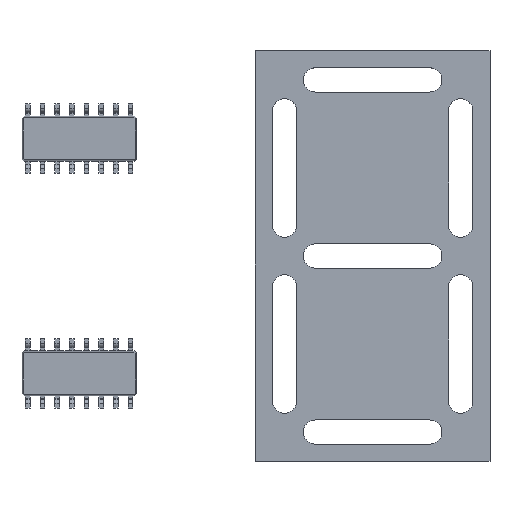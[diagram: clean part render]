
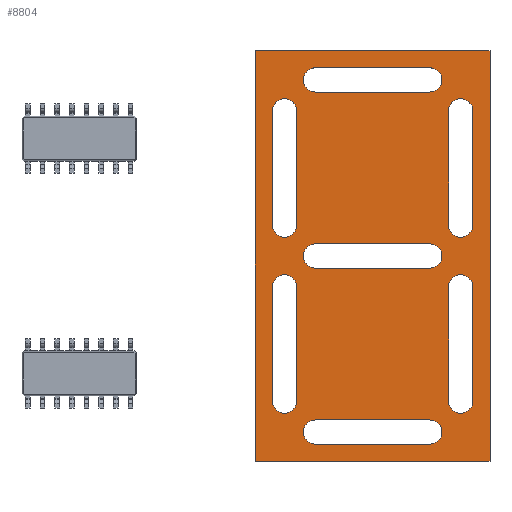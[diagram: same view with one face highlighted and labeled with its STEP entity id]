
A CAD part, top view. The second image highlights one B-rep face of the part: STEP entity #8804.
In plain terms, the highlighted planar face has unit normal (0, 0, 1).
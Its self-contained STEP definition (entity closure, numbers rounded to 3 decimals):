
#8440 = VERTEX_POINT('',#8441);
#8441 = CARTESIAN_POINT('',(10.16,-17.78,1.6));
#8447 = EDGE_CURVE('',#8440,#8448,#8450,.T.);
#8448 = VERTEX_POINT('',#8449);
#8449 = CARTESIAN_POINT('',(-10.16,-17.78,1.6));
#8450 = LINE('',#8451,#8452);
#8451 = CARTESIAN_POINT('',(10.16,-17.78,1.6));
#8452 = VECTOR('',#8453,1.);
#8453 = DIRECTION('',(-1.,0.,0.));
#8480 = VERTEX_POINT('',#8481);
#8481 = CARTESIAN_POINT('',(10.16,17.78,1.6));
#8487 = EDGE_CURVE('',#8480,#8440,#8488,.T.);
#8488 = LINE('',#8489,#8490);
#8489 = CARTESIAN_POINT('',(10.16,17.78,1.6));
#8490 = VECTOR('',#8491,1.);
#8491 = DIRECTION('',(0.,-1.,0.));
#8509 = EDGE_CURVE('',#8448,#8510,#8512,.T.);
#8510 = VERTEX_POINT('',#8511);
#8511 = CARTESIAN_POINT('',(-10.16,17.78,1.6));
#8512 = LINE('',#8513,#8514);
#8513 = CARTESIAN_POINT('',(-10.16,-17.78,1.6));
#8514 = VECTOR('',#8515,1.);
#8515 = DIRECTION('',(0.,1.,0.));
#8804 = ADVANCED_FACE('',(#8805,#8816,#8852,#8888,#8924,#8960,#8996,
    #9032),#9068,.F.);
#8805 = FACE_BOUND('',#8806,.F.);
#8806 = EDGE_LOOP('',(#8807,#8808,#8809,#8815));
#8807 = ORIENTED_EDGE('',*,*,#8447,.T.);
#8808 = ORIENTED_EDGE('',*,*,#8509,.T.);
#8809 = ORIENTED_EDGE('',*,*,#8810,.T.);
#8810 = EDGE_CURVE('',#8510,#8480,#8811,.T.);
#8811 = LINE('',#8812,#8813);
#8812 = CARTESIAN_POINT('',(-10.16,17.78,1.6));
#8813 = VECTOR('',#8814,1.);
#8814 = DIRECTION('',(1.,0.,0.));
#8815 = ORIENTED_EDGE('',*,*,#8487,.T.);
#8816 = FACE_BOUND('',#8817,.F.);
#8817 = EDGE_LOOP('',(#8818,#8829,#8837,#8846));
#8818 = ORIENTED_EDGE('',*,*,#8819,.F.);
#8819 = EDGE_CURVE('',#8820,#8822,#8824,.T.);
#8820 = VERTEX_POINT('',#8821);
#8821 = CARTESIAN_POINT('',(6.57,-2.67,1.6));
#8822 = VERTEX_POINT('',#8823);
#8823 = CARTESIAN_POINT('',(8.67,-2.67,1.6));
#8824 = CIRCLE('',#8825,1.05);
#8825 = AXIS2_PLACEMENT_3D('',#8826,#8827,#8828);
#8826 = CARTESIAN_POINT('',(7.62,-2.67,1.6));
#8827 = DIRECTION('',(0.,-0.,-1.));
#8828 = DIRECTION('',(1.,0.,0.));
#8829 = ORIENTED_EDGE('',*,*,#8830,.T.);
#8830 = EDGE_CURVE('',#8820,#8831,#8833,.T.);
#8831 = VERTEX_POINT('',#8832);
#8832 = CARTESIAN_POINT('',(6.57,-12.57,1.6));
#8833 = LINE('',#8834,#8835);
#8834 = CARTESIAN_POINT('',(6.57,-1.335,1.6));
#8835 = VECTOR('',#8836,1.);
#8836 = DIRECTION('',(0.,-1.,0.));
#8837 = ORIENTED_EDGE('',*,*,#8838,.F.);
#8838 = EDGE_CURVE('',#8839,#8831,#8841,.T.);
#8839 = VERTEX_POINT('',#8840);
#8840 = CARTESIAN_POINT('',(8.67,-12.57,1.6));
#8841 = CIRCLE('',#8842,1.05);
#8842 = AXIS2_PLACEMENT_3D('',#8843,#8844,#8845);
#8843 = CARTESIAN_POINT('',(7.62,-12.57,1.6));
#8844 = DIRECTION('',(-0.,0.,-1.));
#8845 = DIRECTION('',(-1.,0.,0.));
#8846 = ORIENTED_EDGE('',*,*,#8847,.T.);
#8847 = EDGE_CURVE('',#8839,#8822,#8848,.T.);
#8848 = LINE('',#8849,#8850);
#8849 = CARTESIAN_POINT('',(8.67,-6.285,1.6));
#8850 = VECTOR('',#8851,1.);
#8851 = DIRECTION('',(0.,1.,-0.));
#8852 = FACE_BOUND('',#8853,.F.);
#8853 = EDGE_LOOP('',(#8854,#8865,#8873,#8882));
#8854 = ORIENTED_EDGE('',*,*,#8855,.F.);
#8855 = EDGE_CURVE('',#8856,#8858,#8860,.T.);
#8856 = VERTEX_POINT('',#8857);
#8857 = CARTESIAN_POINT('',(4.95,-14.19,1.6));
#8858 = VERTEX_POINT('',#8859);
#8859 = CARTESIAN_POINT('',(4.95,-16.29,1.6));
#8860 = CIRCLE('',#8861,1.05);
#8861 = AXIS2_PLACEMENT_3D('',#8862,#8863,#8864);
#8862 = CARTESIAN_POINT('',(4.95,-15.24,1.6));
#8863 = DIRECTION('',(-0.,0.,-1.));
#8864 = DIRECTION('',(0.,-1.,-0.));
#8865 = ORIENTED_EDGE('',*,*,#8866,.T.);
#8866 = EDGE_CURVE('',#8856,#8867,#8869,.T.);
#8867 = VERTEX_POINT('',#8868);
#8868 = CARTESIAN_POINT('',(-4.95,-14.19,1.6));
#8869 = LINE('',#8870,#8871);
#8870 = CARTESIAN_POINT('',(2.475,-14.19,1.6));
#8871 = VECTOR('',#8872,1.);
#8872 = DIRECTION('',(-1.,0.,0.));
#8873 = ORIENTED_EDGE('',*,*,#8874,.F.);
#8874 = EDGE_CURVE('',#8875,#8867,#8877,.T.);
#8875 = VERTEX_POINT('',#8876);
#8876 = CARTESIAN_POINT('',(-4.95,-16.29,1.6));
#8877 = CIRCLE('',#8878,1.05);
#8878 = AXIS2_PLACEMENT_3D('',#8879,#8880,#8881);
#8879 = CARTESIAN_POINT('',(-4.95,-15.24,1.6));
#8880 = DIRECTION('',(-0.,0.,-1.));
#8881 = DIRECTION('',(0.,1.,0.));
#8882 = ORIENTED_EDGE('',*,*,#8883,.T.);
#8883 = EDGE_CURVE('',#8875,#8858,#8884,.T.);
#8884 = LINE('',#8885,#8886);
#8885 = CARTESIAN_POINT('',(-2.475,-16.29,1.6));
#8886 = VECTOR('',#8887,1.);
#8887 = DIRECTION('',(1.,0.,0.));
#8888 = FACE_BOUND('',#8889,.F.);
#8889 = EDGE_LOOP('',(#8890,#8901,#8909,#8918));
#8890 = ORIENTED_EDGE('',*,*,#8891,.F.);
#8891 = EDGE_CURVE('',#8892,#8894,#8896,.T.);
#8892 = VERTEX_POINT('',#8893);
#8893 = CARTESIAN_POINT('',(-8.67,-2.67,1.6));
#8894 = VERTEX_POINT('',#8895);
#8895 = CARTESIAN_POINT('',(-6.57,-2.67,1.6));
#8896 = CIRCLE('',#8897,1.05);
#8897 = AXIS2_PLACEMENT_3D('',#8898,#8899,#8900);
#8898 = CARTESIAN_POINT('',(-7.62,-2.67,1.6));
#8899 = DIRECTION('',(0.,-0.,-1.));
#8900 = DIRECTION('',(1.,0.,0.));
#8901 = ORIENTED_EDGE('',*,*,#8902,.T.);
#8902 = EDGE_CURVE('',#8892,#8903,#8905,.T.);
#8903 = VERTEX_POINT('',#8904);
#8904 = CARTESIAN_POINT('',(-8.67,-12.57,1.6));
#8905 = LINE('',#8906,#8907);
#8906 = CARTESIAN_POINT('',(-8.67,-1.335,1.6));
#8907 = VECTOR('',#8908,1.);
#8908 = DIRECTION('',(0.,-1.,0.));
#8909 = ORIENTED_EDGE('',*,*,#8910,.F.);
#8910 = EDGE_CURVE('',#8911,#8903,#8913,.T.);
#8911 = VERTEX_POINT('',#8912);
#8912 = CARTESIAN_POINT('',(-6.57,-12.57,1.6));
#8913 = CIRCLE('',#8914,1.05);
#8914 = AXIS2_PLACEMENT_3D('',#8915,#8916,#8917);
#8915 = CARTESIAN_POINT('',(-7.62,-12.57,1.6));
#8916 = DIRECTION('',(-0.,0.,-1.));
#8917 = DIRECTION('',(-1.,0.,0.));
#8918 = ORIENTED_EDGE('',*,*,#8919,.T.);
#8919 = EDGE_CURVE('',#8911,#8894,#8920,.T.);
#8920 = LINE('',#8921,#8922);
#8921 = CARTESIAN_POINT('',(-6.57,-6.285,1.6));
#8922 = VECTOR('',#8923,1.);
#8923 = DIRECTION('',(0.,1.,-0.));
#8924 = FACE_BOUND('',#8925,.F.);
#8925 = EDGE_LOOP('',(#8926,#8937,#8945,#8954));
#8926 = ORIENTED_EDGE('',*,*,#8927,.F.);
#8927 = EDGE_CURVE('',#8928,#8930,#8932,.T.);
#8928 = VERTEX_POINT('',#8929);
#8929 = CARTESIAN_POINT('',(6.57,12.57,1.6));
#8930 = VERTEX_POINT('',#8931);
#8931 = CARTESIAN_POINT('',(8.67,12.57,1.6));
#8932 = CIRCLE('',#8933,1.05);
#8933 = AXIS2_PLACEMENT_3D('',#8934,#8935,#8936);
#8934 = CARTESIAN_POINT('',(7.62,12.57,1.6));
#8935 = DIRECTION('',(0.,-0.,-1.));
#8936 = DIRECTION('',(1.,0.,-0.));
#8937 = ORIENTED_EDGE('',*,*,#8938,.T.);
#8938 = EDGE_CURVE('',#8928,#8939,#8941,.T.);
#8939 = VERTEX_POINT('',#8940);
#8940 = CARTESIAN_POINT('',(6.57,2.67,1.6));
#8941 = LINE('',#8942,#8943);
#8942 = CARTESIAN_POINT('',(6.57,6.285,1.6));
#8943 = VECTOR('',#8944,1.);
#8944 = DIRECTION('',(0.,-1.,0.));
#8945 = ORIENTED_EDGE('',*,*,#8946,.F.);
#8946 = EDGE_CURVE('',#8947,#8939,#8949,.T.);
#8947 = VERTEX_POINT('',#8948);
#8948 = CARTESIAN_POINT('',(8.67,2.67,1.6));
#8949 = CIRCLE('',#8950,1.05);
#8950 = AXIS2_PLACEMENT_3D('',#8951,#8952,#8953);
#8951 = CARTESIAN_POINT('',(7.62,2.67,1.6));
#8952 = DIRECTION('',(-0.,0.,-1.));
#8953 = DIRECTION('',(-1.,0.,0.));
#8954 = ORIENTED_EDGE('',*,*,#8955,.T.);
#8955 = EDGE_CURVE('',#8947,#8930,#8956,.T.);
#8956 = LINE('',#8957,#8958);
#8957 = CARTESIAN_POINT('',(8.67,1.335,1.6));
#8958 = VECTOR('',#8959,1.);
#8959 = DIRECTION('',(0.,1.,-0.));
#8960 = FACE_BOUND('',#8961,.F.);
#8961 = EDGE_LOOP('',(#8962,#8973,#8981,#8990));
#8962 = ORIENTED_EDGE('',*,*,#8963,.F.);
#8963 = EDGE_CURVE('',#8964,#8966,#8968,.T.);
#8964 = VERTEX_POINT('',#8965);
#8965 = CARTESIAN_POINT('',(4.95,1.05,1.6));
#8966 = VERTEX_POINT('',#8967);
#8967 = CARTESIAN_POINT('',(4.95,-1.05,1.6));
#8968 = CIRCLE('',#8969,1.05);
#8969 = AXIS2_PLACEMENT_3D('',#8970,#8971,#8972);
#8970 = CARTESIAN_POINT('',(4.95,0.,1.6));
#8971 = DIRECTION('',(-0.,0.,-1.));
#8972 = DIRECTION('',(0.,-1.,-0.));
#8973 = ORIENTED_EDGE('',*,*,#8974,.T.);
#8974 = EDGE_CURVE('',#8964,#8975,#8977,.T.);
#8975 = VERTEX_POINT('',#8976);
#8976 = CARTESIAN_POINT('',(-4.95,1.05,1.6));
#8977 = LINE('',#8978,#8979);
#8978 = CARTESIAN_POINT('',(2.475,1.05,1.6));
#8979 = VECTOR('',#8980,1.);
#8980 = DIRECTION('',(-1.,0.,0.));
#8981 = ORIENTED_EDGE('',*,*,#8982,.F.);
#8982 = EDGE_CURVE('',#8983,#8975,#8985,.T.);
#8983 = VERTEX_POINT('',#8984);
#8984 = CARTESIAN_POINT('',(-4.95,-1.05,1.6));
#8985 = CIRCLE('',#8986,1.05);
#8986 = AXIS2_PLACEMENT_3D('',#8987,#8988,#8989);
#8987 = CARTESIAN_POINT('',(-4.95,0.,1.6));
#8988 = DIRECTION('',(-0.,0.,-1.));
#8989 = DIRECTION('',(0.,1.,0.));
#8990 = ORIENTED_EDGE('',*,*,#8991,.T.);
#8991 = EDGE_CURVE('',#8983,#8966,#8992,.T.);
#8992 = LINE('',#8993,#8994);
#8993 = CARTESIAN_POINT('',(-2.475,-1.05,1.6));
#8994 = VECTOR('',#8995,1.);
#8995 = DIRECTION('',(1.,0.,0.));
#8996 = FACE_BOUND('',#8997,.F.);
#8997 = EDGE_LOOP('',(#8998,#9009,#9017,#9026));
#8998 = ORIENTED_EDGE('',*,*,#8999,.F.);
#8999 = EDGE_CURVE('',#9000,#9002,#9004,.T.);
#9000 = VERTEX_POINT('',#9001);
#9001 = CARTESIAN_POINT('',(-8.67,12.57,1.6));
#9002 = VERTEX_POINT('',#9003);
#9003 = CARTESIAN_POINT('',(-6.57,12.57,1.6));
#9004 = CIRCLE('',#9005,1.05);
#9005 = AXIS2_PLACEMENT_3D('',#9006,#9007,#9008);
#9006 = CARTESIAN_POINT('',(-7.62,12.57,1.6));
#9007 = DIRECTION('',(0.,-0.,-1.));
#9008 = DIRECTION('',(1.,0.,-0.));
#9009 = ORIENTED_EDGE('',*,*,#9010,.T.);
#9010 = EDGE_CURVE('',#9000,#9011,#9013,.T.);
#9011 = VERTEX_POINT('',#9012);
#9012 = CARTESIAN_POINT('',(-8.67,2.67,1.6));
#9013 = LINE('',#9014,#9015);
#9014 = CARTESIAN_POINT('',(-8.67,6.285,1.6));
#9015 = VECTOR('',#9016,1.);
#9016 = DIRECTION('',(0.,-1.,0.));
#9017 = ORIENTED_EDGE('',*,*,#9018,.F.);
#9018 = EDGE_CURVE('',#9019,#9011,#9021,.T.);
#9019 = VERTEX_POINT('',#9020);
#9020 = CARTESIAN_POINT('',(-6.57,2.67,1.6));
#9021 = CIRCLE('',#9022,1.05);
#9022 = AXIS2_PLACEMENT_3D('',#9023,#9024,#9025);
#9023 = CARTESIAN_POINT('',(-7.62,2.67,1.6));
#9024 = DIRECTION('',(-0.,0.,-1.));
#9025 = DIRECTION('',(-1.,0.,0.));
#9026 = ORIENTED_EDGE('',*,*,#9027,.T.);
#9027 = EDGE_CURVE('',#9019,#9002,#9028,.T.);
#9028 = LINE('',#9029,#9030);
#9029 = CARTESIAN_POINT('',(-6.57,1.335,1.6));
#9030 = VECTOR('',#9031,1.);
#9031 = DIRECTION('',(0.,1.,-0.));
#9032 = FACE_BOUND('',#9033,.F.);
#9033 = EDGE_LOOP('',(#9034,#9045,#9053,#9062));
#9034 = ORIENTED_EDGE('',*,*,#9035,.F.);
#9035 = EDGE_CURVE('',#9036,#9038,#9040,.T.);
#9036 = VERTEX_POINT('',#9037);
#9037 = CARTESIAN_POINT('',(4.95,16.29,1.6));
#9038 = VERTEX_POINT('',#9039);
#9039 = CARTESIAN_POINT('',(4.95,14.19,1.6));
#9040 = CIRCLE('',#9041,1.05);
#9041 = AXIS2_PLACEMENT_3D('',#9042,#9043,#9044);
#9042 = CARTESIAN_POINT('',(4.95,15.24,1.6));
#9043 = DIRECTION('',(-0.,0.,-1.));
#9044 = DIRECTION('',(0.,-1.,-0.));
#9045 = ORIENTED_EDGE('',*,*,#9046,.T.);
#9046 = EDGE_CURVE('',#9036,#9047,#9049,.T.);
#9047 = VERTEX_POINT('',#9048);
#9048 = CARTESIAN_POINT('',(-4.95,16.29,1.6));
#9049 = LINE('',#9050,#9051);
#9050 = CARTESIAN_POINT('',(2.475,16.29,1.6));
#9051 = VECTOR('',#9052,1.);
#9052 = DIRECTION('',(-1.,0.,0.));
#9053 = ORIENTED_EDGE('',*,*,#9054,.F.);
#9054 = EDGE_CURVE('',#9055,#9047,#9057,.T.);
#9055 = VERTEX_POINT('',#9056);
#9056 = CARTESIAN_POINT('',(-4.95,14.19,1.6));
#9057 = CIRCLE('',#9058,1.05);
#9058 = AXIS2_PLACEMENT_3D('',#9059,#9060,#9061);
#9059 = CARTESIAN_POINT('',(-4.95,15.24,1.6));
#9060 = DIRECTION('',(-0.,0.,-1.));
#9061 = DIRECTION('',(0.,1.,0.));
#9062 = ORIENTED_EDGE('',*,*,#9063,.T.);
#9063 = EDGE_CURVE('',#9055,#9038,#9064,.T.);
#9064 = LINE('',#9065,#9066);
#9065 = CARTESIAN_POINT('',(-2.475,14.19,1.6));
#9066 = VECTOR('',#9067,1.);
#9067 = DIRECTION('',(1.,0.,0.));
#9068 = PLANE('',#9069);
#9069 = AXIS2_PLACEMENT_3D('',#9070,#9071,#9072);
#9070 = CARTESIAN_POINT('',(0.,0.,1.6));
#9071 = DIRECTION('',(-0.,-0.,-1.));
#9072 = DIRECTION('',(-1.,0.,0.));
